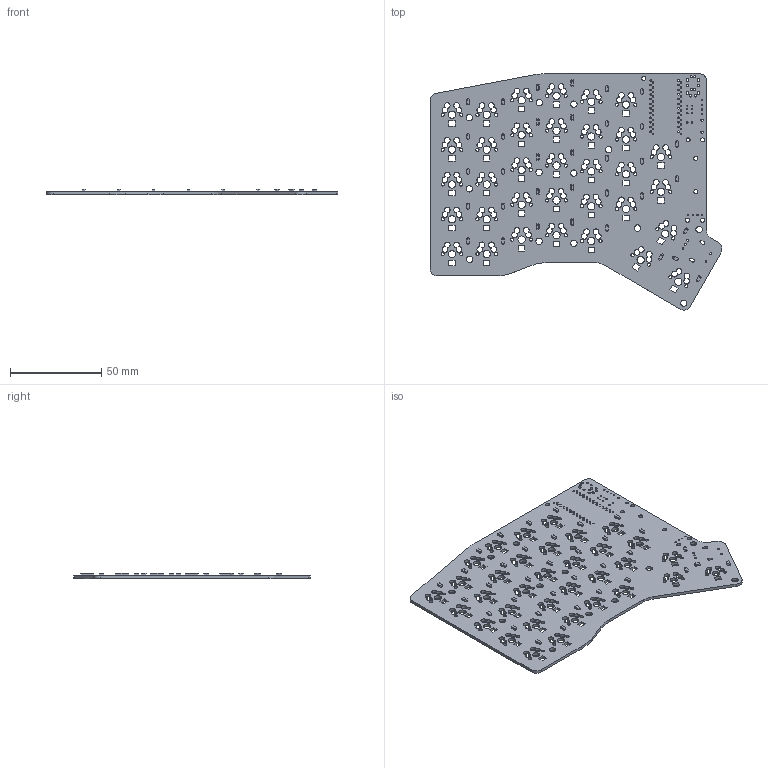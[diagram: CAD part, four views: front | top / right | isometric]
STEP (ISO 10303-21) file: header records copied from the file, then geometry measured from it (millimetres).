
FILE_DESCRIPTION(('KiCad electronic assembly'),'2;1');
FILE_NAME('ZodiarkSplit(NoDiodes).step','2021-03-22T22:15:28',( 'An Author'),('A Company'),'Open CASCADE STEP processor 6.9', 'KiCad to STEP converter','Unknown');
FILE_SCHEMA(('AUTOMOTIVE_DESIGN { 1 0 10303 214 1 1 1 1 }'));
Length unit declared in the file: millimetre
Products named in the file (4): Open CASCADE STEP translator 6.9 1; D_SOD-123F; SOLID; COMPOUND
Assembly tree (37 placements, depth 3):
  Open CASCADE STEP translator 6.9 1
    D_SOD-123F  x35
      SOLID
    COMPOUND
Bounding box: 159.66 x 129.16 x 2.75 mm (x, y, z)
Volume: 23200.4 mm3; surface area: 34926.5 mm2
Topology: 36 solids, 36 shells, 1750 faces, 4509 edges, 2866 vertices
Faces by surface type: plane 763, cylinder 637, bspline 350
Full cylindrical faces by diameter (mm): 0.01 x68, 0.3 x70, 0.5 x4, 0.813 x60, 1 x5, 1.2 x4, 1.3 x2, 1.75 x68, 2.2 x7, 3.5 x13, 3.988 x34
Entity records: 62664 total; most frequent: CARTESIAN_POINT 10275, DIRECTION 10099, ORIENTED_EDGE 4938, PCURVE 4938, DEFINITIONAL_REPRESENTATION 4938, LINE 4557, VECTOR 4557, CIRCLE 2548
